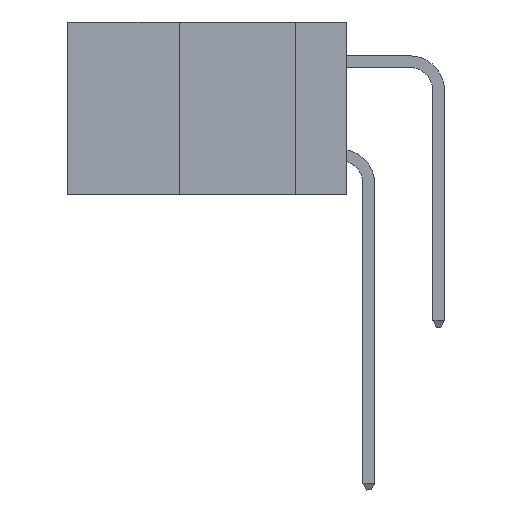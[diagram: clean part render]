
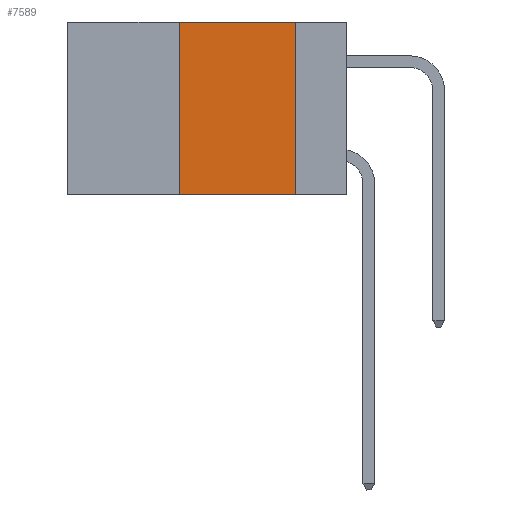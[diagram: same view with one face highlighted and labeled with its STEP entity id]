
A CAD part, left-side view. The second image highlights one B-rep face of the part: STEP entity #7589.
In plain terms, the highlighted planar face has unit normal (-1, 0, 0).
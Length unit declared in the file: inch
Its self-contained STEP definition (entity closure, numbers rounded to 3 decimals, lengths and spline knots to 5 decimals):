
#1193 = EDGE_CURVE ( 'NONE', #13394, #11125, #2184, .T. ) ;
#1655 = LINE ( 'NONE', #17288, #12176 ) ;
#1983 = LINE ( 'NONE', #9254, #9257 ) ;
#2184 = LINE ( 'NONE', #12025, #15962 ) ;
#2243 = FACE_OUTER_BOUND ( 'NONE', #14384, .T. ) ;
#2336 = EDGE_CURVE ( 'NONE', #11154, #11125, #1983, .T. ) ;
#2463 = CARTESIAN_POINT ( 'NONE',  ( 0., 0.6, 0. ) ) ;
#2652 = DIRECTION ( 'NONE',  ( 1., 0., 0. ) ) ;
#2955 = DIRECTION ( 'NONE',  ( 0., -1., 0. ) ) ;
#4787 = DIRECTION ( 'NONE',  ( 0., -1., 0. ) ) ;
#5183 = DIRECTION ( 'NONE',  ( 0., 0., 1. ) ) ;
#6174 = CARTESIAN_POINT ( 'NONE',  ( 0., 0.36, 0. ) ) ;
#7065 = EDGE_CURVE ( 'NONE', #13394, #16652, #17142, .T. ) ;
#7589 = ADVANCED_FACE ( 'NONE', ( #2243 ), #16245, .F. ) ;
#8492 = VECTOR ( 'NONE', #5183, 39.37008 ) ;
#9254 = CARTESIAN_POINT ( 'NONE',  ( 0., 0.11, 0. ) ) ;
#9257 = VECTOR ( 'NONE', #13334, 39.37008 ) ;
#9404 = ORIENTED_EDGE ( 'NONE', *, *, #1193, .T. ) ;
#9969 = CARTESIAN_POINT ( 'NONE',  ( 0., 0.36, -0.37 ) ) ;
#10726 = CARTESIAN_POINT ( 'NONE',  ( 0., 0.36, 0. ) ) ;
#10757 = CARTESIAN_POINT ( 'NONE',  ( 0., 0.11, 0. ) ) ;
#11125 = VERTEX_POINT ( 'NONE', #11952 ) ;
#11154 = VERTEX_POINT ( 'NONE', #10757 ) ;
#11575 = ORIENTED_EDGE ( 'NONE', *, *, #2336, .F. ) ;
#11952 = CARTESIAN_POINT ( 'NONE',  ( 0., 0.11, -0.37 ) ) ;
#12025 = CARTESIAN_POINT ( 'NONE',  ( 0., 0.6, -0.37 ) ) ;
#12176 = VECTOR ( 'NONE', #4787, 39.37008 ) ;
#12203 = DIRECTION ( 'NONE',  ( 0., 0., -1. ) ) ;
#13334 = DIRECTION ( 'NONE',  ( 0., 0., -1. ) ) ;
#13394 = VERTEX_POINT ( 'NONE', #9969 ) ;
#13524 = ORIENTED_EDGE ( 'NONE', *, *, #13557, .F. ) ;
#13557 = EDGE_CURVE ( 'NONE', #16652, #11154, #1655, .T. ) ;
#14248 = AXIS2_PLACEMENT_3D ( 'NONE', #2463, #2652, #12203 ) ;
#14384 = EDGE_LOOP ( 'NONE', ( #11575, #13524, #15302, #9404 ) ) ;
#15302 = ORIENTED_EDGE ( 'NONE', *, *, #7065, .F. ) ;
#15962 = VECTOR ( 'NONE', #2955, 39.37008 ) ;
#16245 = PLANE ( 'NONE',  #14248 ) ;
#16652 = VERTEX_POINT ( 'NONE', #6174 ) ;
#17142 = LINE ( 'NONE', #10726, #8492 ) ;
#17288 = CARTESIAN_POINT ( 'NONE',  ( 0., 0.6, 0. ) ) ;
